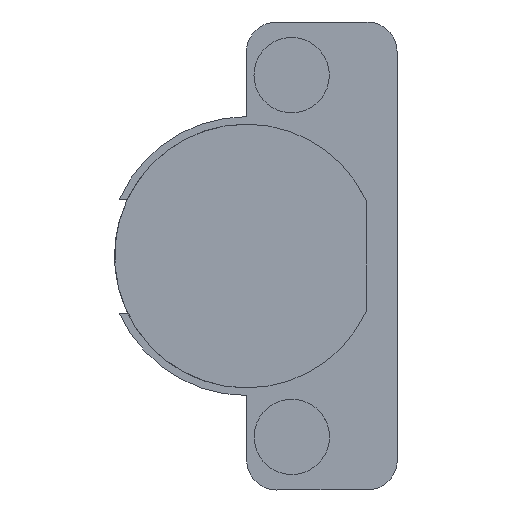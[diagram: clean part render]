
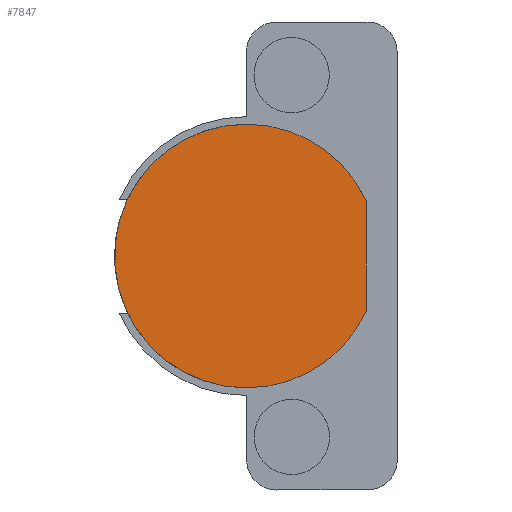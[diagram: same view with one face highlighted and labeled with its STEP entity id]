
A CAD part, front view. The second image highlights one B-rep face of the part: STEP entity #7847.
In plain terms, the highlighted planar face has unit normal (0, -1, 0).
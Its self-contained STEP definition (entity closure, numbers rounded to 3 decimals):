
#2650=DIRECTION('',(0.001,0.,-1.));
#2651=VECTOR('',#2650,14.642);
#2652=CARTESIAN_POINT('',(29.207,-11.904,7.33));
#2653=LINE('',#2652,#2651);
#2657=CARTESIAN_POINT('',(13.316,-11.902,
0.));
#2658=DIRECTION('',(0.,1.,0.));
#2659=DIRECTION('',(0.909,0.,-0.418));
#2660=AXIS2_PLACEMENT_3D('',#2657,#2658,#2659);
#2665=CARTESIAN_POINT('',(13.316,-11.902,
0.));
#2666=DIRECTION('',(0.,1.,0.));
#2667=DIRECTION('',(0.001,0.,-1.));
#2668=AXIS2_PLACEMENT_3D('',#2665,#2666,#2667);
#2673=CARTESIAN_POINT('',(13.316,-11.902,
0.));
#2674=DIRECTION('',(0.,1.,0.));
#2675=DIRECTION('',(-0.909,0.,0.418));
#2676=AXIS2_PLACEMENT_3D('',#2673,#2674,#2675);
#2681=CARTESIAN_POINT('',(13.316,-11.902,
0.));
#2682=DIRECTION('',(0.,1.,0.));
#2683=DIRECTION('',(-0.001,0.,1.));
#2684=AXIS2_PLACEMENT_3D('',#2681,#2682,#2683);
#5948=CARTESIAN_POINT('',(29.207,-11.904,7.33));
#5949=VERTEX_POINT('',#5948);
#5950=CARTESIAN_POINT('',(29.215,-11.904,
-7.312));
#5951=CARTESIAN_POINT('',(13.326,-11.902,
-17.5));
#5952=VERTEX_POINT('',#5950);
#5953=VERTEX_POINT('',#5951);
#5954=CARTESIAN_POINT('',(-2.583,-11.9,
7.312));
#5955=VERTEX_POINT('',#5954);
#5956=CARTESIAN_POINT('',(13.306,-11.902,17.5));
#5957=VERTEX_POINT('',#5956);
#7835=CARTESIAN_POINT('',(13.316,-11.902,
0.));
#7836=DIRECTION('',(0.,-1.,0.));
#7837=DIRECTION('',(-1.,0.,-0.001));
#7838=AXIS2_PLACEMENT_3D('',#7835,#7836,#7837);
#7839=PLANE('',#7838);
#7840=ORIENTED_EDGE('',*,*,#7827,.T.);
#7841=ORIENTED_EDGE('',*,*,#7755,.T.);
#7842=ORIENTED_EDGE('',*,*,#7753,.T.);
#7843=ORIENTED_EDGE('',*,*,#7751,.T.);
#7844=ORIENTED_EDGE('',*,*,#7749,.T.);
#7845=EDGE_LOOP('',(#7840,#7841,#7842,#7843,#7844));
#7846=FACE_OUTER_BOUND('',#7845,.F.);
#2661=CIRCLE('',#2660,17.5);
#2669=CIRCLE('',#2668,17.5);
#2677=CIRCLE('',#2676,17.5);
#2685=CIRCLE('',#2684,17.5);
#7749=EDGE_CURVE('',#5957,#5949,#2685,.T.);
#7751=EDGE_CURVE('',#5955,#5957,#2677,.T.);
#7753=EDGE_CURVE('',#5953,#5955,#2669,.T.);
#7755=EDGE_CURVE('',#5952,#5953,#2661,.T.);
#7827=EDGE_CURVE('',#5949,#5952,#2653,.T.);
#7847=ADVANCED_FACE('',(#7846),#7839,.T.);
